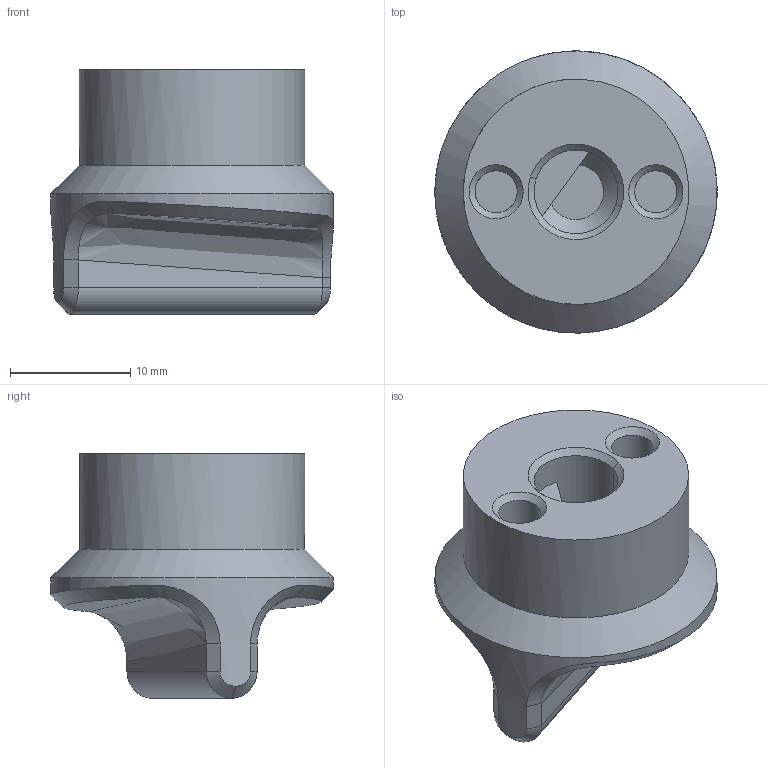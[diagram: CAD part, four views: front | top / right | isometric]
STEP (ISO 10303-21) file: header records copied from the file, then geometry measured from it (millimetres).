
FILE_DESCRIPTION(/* description */ (''),/* implementation_level */ '2;1');
FILE_NAME(/* name */ 'MP-05 switch_bottom',/* time_stamp */ '2025-01-14T18:55:16-08:00',/* author */ (''),/* organization */ (''),/* preprocessor_version */ 'ST-DEVELOPER v16.5',/* originating_system */ 'Rhino 7.37',/* authorisation */ '');
FILE_SCHEMA (('CONFIG_CONTROL_DESIGN'));
Length unit declared in the file: millimetre
Products named in the file (1): Document
Bounding box: 23.44 x 23.44 x 20.29 mm (x, y, z)
Volume: 4372.7 mm3; surface area: 2161.3 mm2
Topology: 1 solids, 1 shells, 44 faces, 96 edges, 57 vertices
Faces by surface type: bspline 21, plane 15, cylinder 8
Full cylindrical faces by diameter (mm): 3.5 x2, 18.72 x1, 23.441 x1
Entity records: 1504 total; most frequent: CARTESIAN_POINT 792, ORIENTED_EDGE 192, EDGE_CURVE 96, VERTEX_POINT 57, B_SPLINE_CURVE_WITH_KNOTS 56, EDGE_LOOP 47, ADVANCED_FACE 44, FACE_OUTER_BOUND 44
